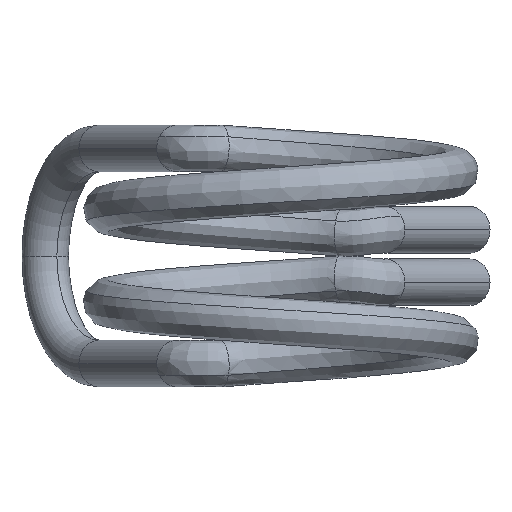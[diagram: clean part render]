
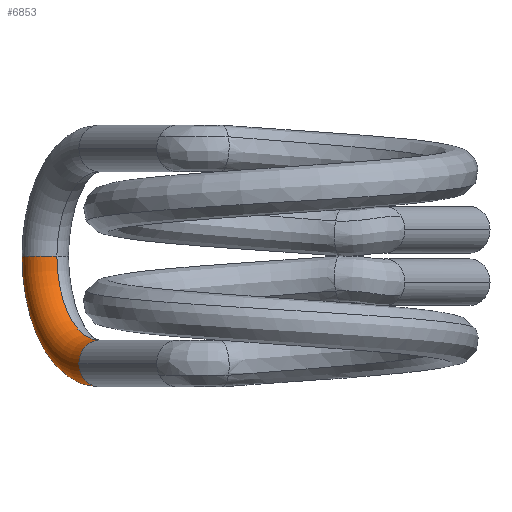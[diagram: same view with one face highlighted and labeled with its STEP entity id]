
A CAD part, front view. The second image highlights one B-rep face of the part: STEP entity #6853.
In plain terms, the highlighted toroidal (fillet/blend) face has major radius 1.85 mm and minor radius 0.4 mm.
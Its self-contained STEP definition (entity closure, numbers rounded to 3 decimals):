
#71 = DIRECTION ( 'NONE',  ( 0.866, 0.5, 0. ) ) ;
#84 = CARTESIAN_POINT ( 'NONE',  ( -3.85, 6.668, 0. ) ) ;
#141 = CIRCLE ( 'NONE', #3967, 1.45 ) ;
#228 = DIRECTION ( 'NONE',  ( 0.75, 0.433, 0.5 ) ) ;
#381 = CIRCLE ( 'NONE', #5873, 0.4 ) ;
#440 = EDGE_CURVE ( 'NONE', #2611, #5884, #1178, .T. ) ;
#482 = TOROIDAL_SURFACE ( 'NONE', #4630, 1.85, 0.4 ) ;
#752 = DIRECTION ( 'NONE',  ( 0.866, 0.5, 0. ) ) ;
#844 = CARTESIAN_POINT ( 'NONE',  ( -4.05, 7.015, 0. ) ) ;
#895 = EDGE_CURVE ( 'NONE', #4761, #1799, #1930, .T. ) ;
#898 = AXIS2_PLACEMENT_3D ( 'NONE', #2684, #5237, #2586 ) ;
#939 = CARTESIAN_POINT ( 'NONE',  ( -3.125, 5.413, -1.45 ) ) ;
#1129 = EDGE_CURVE ( 'NONE', #1799, #3526, #141, .T. ) ;
#1178 = CIRCLE ( 'NONE', #5996, 2.25 ) ;
#1273 = CARTESIAN_POINT ( 'NONE',  ( -3.125, 5.413, 0. ) ) ;
#1354 = DIRECTION ( 'NONE',  ( -0.5, 0.866, 0. ) ) ;
#1644 = DIRECTION ( 'NONE',  ( -0.5, 0.866, 0. ) ) ;
#1679 = ORIENTED_EDGE ( 'NONE', *, *, #895, .T. ) ;
#1799 = VERTEX_POINT ( 'NONE', #939 ) ;
#1845 = CARTESIAN_POINT ( 'NONE',  ( -3.125, 5.413, 0. ) ) ;
#1921 = CIRCLE ( 'NONE', #898, 0.4 ) ;
#1930 = CIRCLE ( 'NONE', #6533, 0.4 ) ;
#2318 = DIRECTION ( 'NONE',  ( -0.5, 0.866, 0. ) ) ;
#2586 = DIRECTION ( 'NONE',  ( 0.75, 0.433, 0.5 ) ) ;
#2611 = VERTEX_POINT ( 'NONE', #2907 ) ;
#2684 = CARTESIAN_POINT ( 'NONE',  ( -3.125, 5.413, -1.85 ) ) ;
#2831 = DIRECTION ( 'NONE',  ( -0.5, 0.866, 0. ) ) ;
#2907 = CARTESIAN_POINT ( 'NONE',  ( -3.125, 5.413, -2.25 ) ) ;
#3027 = ORIENTED_EDGE ( 'NONE', *, *, #440, .F. ) ;
#3418 = CARTESIAN_POINT ( 'NONE',  ( -4.25, 7.361, 0. ) ) ;
#3490 = ORIENTED_EDGE ( 'NONE', *, *, #1129, .T. ) ;
#3526 = VERTEX_POINT ( 'NONE', #84 ) ;
#3631 = EDGE_CURVE ( 'NONE', #3526, #5884, #381, .T. ) ;
#3691 = ORIENTED_EDGE ( 'NONE', *, *, #3814, .T. ) ;
#3814 = EDGE_CURVE ( 'NONE', #2611, #4761, #1921, .T. ) ;
#3967 = AXIS2_PLACEMENT_3D ( 'NONE', #1273, #6014, #2831 ) ;
#4055 = DIRECTION ( 'NONE',  ( 0., 0., -1. ) ) ;
#4630 = AXIS2_PLACEMENT_3D ( 'NONE', #5560, #71, #1644 ) ;
#4761 = VERTEX_POINT ( 'NONE', #5263 ) ;
#4898 = CARTESIAN_POINT ( 'NONE',  ( -3.125, 5.413, -1.85 ) ) ;
#5237 = DIRECTION ( 'NONE',  ( -0.5, 0.866, 0. ) ) ;
#5263 = CARTESIAN_POINT ( 'NONE',  ( -3.471, 5.213, -1.85 ) ) ;
#5325 = ORIENTED_EDGE ( 'NONE', *, *, #3631, .T. ) ;
#5409 = FACE_OUTER_BOUND ( 'NONE', #6224, .T. ) ;
#5560 = CARTESIAN_POINT ( 'NONE',  ( -3.125, 5.413, 0. ) ) ;
#5873 = AXIS2_PLACEMENT_3D ( 'NONE', #844, #4055, #6190 ) ;
#5884 = VERTEX_POINT ( 'NONE', #3418 ) ;
#5996 = AXIS2_PLACEMENT_3D ( 'NONE', #1845, #752, #1354 ) ;
#6014 = DIRECTION ( 'NONE',  ( 0.866, 0.5, 0. ) ) ;
#6190 = DIRECTION ( 'NONE',  ( -1., 0., 0. ) ) ;
#6224 = EDGE_LOOP ( 'NONE', ( #3027, #3691, #1679, #3490, #5325 ) ) ;
#6533 = AXIS2_PLACEMENT_3D ( 'NONE', #4898, #2318, #228 ) ;
#6853 = ADVANCED_FACE ( 'NONE', ( #5409 ), #482, .T. ) ;
